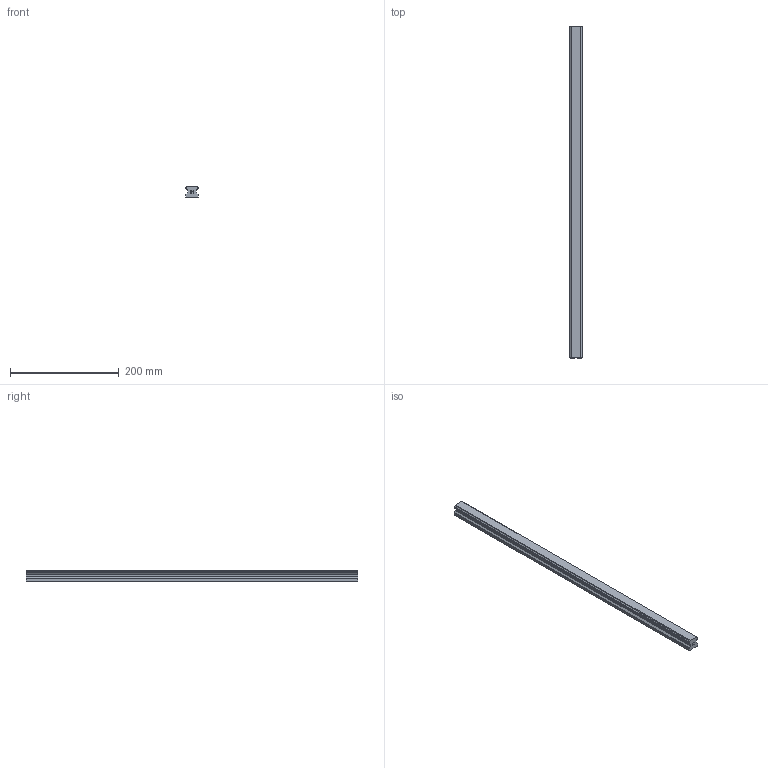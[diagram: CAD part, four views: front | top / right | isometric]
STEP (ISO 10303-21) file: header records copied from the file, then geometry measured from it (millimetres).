
FILE_DESCRIPTION(('STEP AP214'),'1');
FILE_NAME('cctmp_568592AB-1C6F-4D9E-B730-AF7ED5A16A04_2021_01_25_14_33_23_0352..stp','2021-01-25T13:33:23',('HIWIN GmbH'),('CADClick - www.CADClick.com'),'Spatial InterOp 3D',' ','unknown authorization');
FILE_SCHEMA(('AUTOMOTIVE_DESIGN'));
Length unit declared in the file: millimetre
Products named in the file (1): HGR25T610C_FILE
Bounding box: 23 x 610 x 22 mm (x, y, z)
Volume: 263780.7 mm3; surface area: 58567 mm2
Topology: 1 solids, 1 shells, 181 faces, 535 edges, 340 vertices
Faces by surface type: plane 119, cylinder 42, cone 20
Entity records: 7385 total; most frequent: DIRECTION 1043, CARTESIAN_POINT 1037, ORIENTED_EDGE 1030, EDGE_CURVE 515, LINE 351, VECTOR 351, AXIS2_PLACEMENT_3D 346, VERTEX_POINT 340
